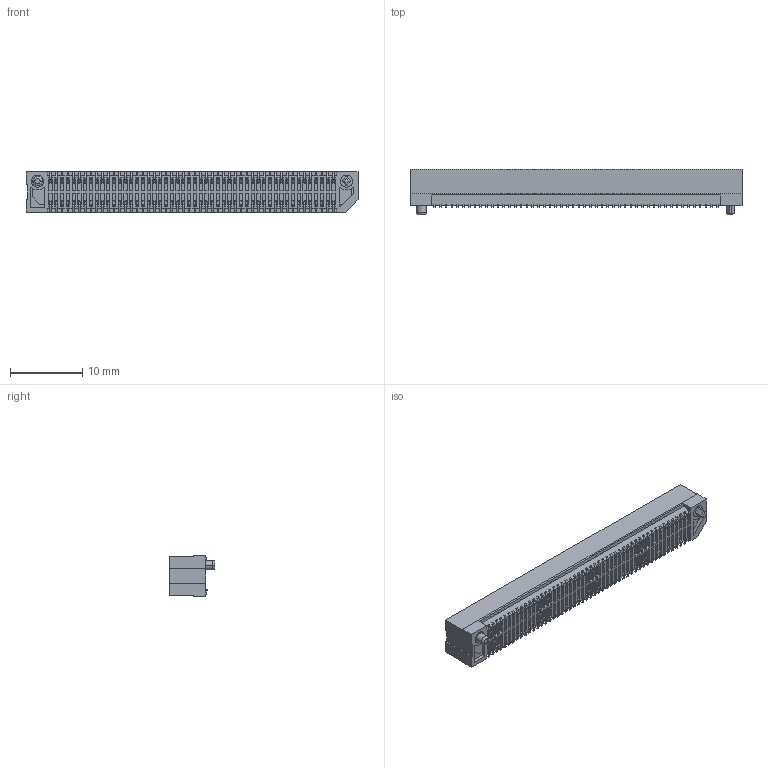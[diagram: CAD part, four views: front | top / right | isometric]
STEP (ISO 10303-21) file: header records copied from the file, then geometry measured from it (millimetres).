
FILE_DESCRIPTION (( 'STEP AP214' ), '1' );
FILE_NAME ('FBB08005-F100S3103K6MH50-REF.STEP', '2024-10-16T09:43:17', ( '' ), ( '' ), 'SwSTEP 2.0', 'SolidWorks 2021', '' );
FILE_SCHEMA (( 'AUTOMOTIVE_DESIGN' ));
Products named in the file (1): FBB08005-F100S3103K6MH50-REF
Bounding box: 46 x 6.37 x 5.6 mm (x, y, z)
Volume: 488 mm3; surface area: 2891.4 mm2
Topology: 1 solids, 1 shells, 3092 faces, 9741 edges, 6358 vertices
Faces by surface type: plane 2670, cylinder 420, torus 2
Entity records: 106735 total; most frequent: ORIENTED_EDGE 19482, CARTESIAN_POINT 19216, DIRECTION 16759, EDGE_CURVE 9741, LINE 8893, VECTOR 8893, VERTEX_POINT 6358, AXIS2_PLACEMENT_3D 3933
